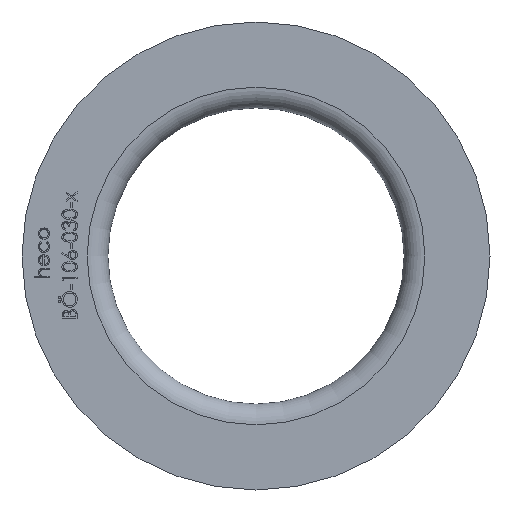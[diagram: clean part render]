
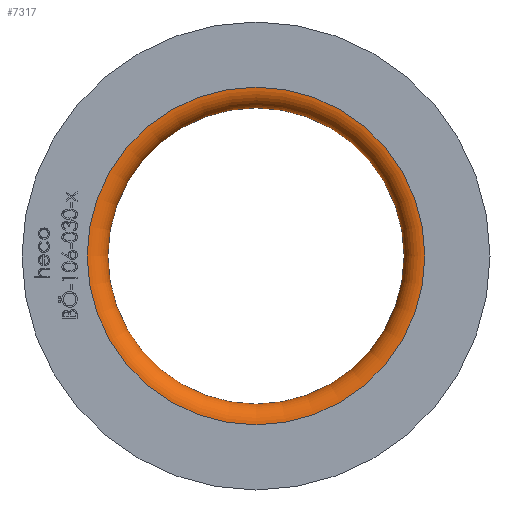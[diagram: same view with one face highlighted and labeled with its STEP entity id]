
A CAD part, left-side view. The second image highlights one B-rep face of the part: STEP entity #7317.
In plain terms, the highlighted toroidal (fillet/blend) face has major radius 57 mm and minor radius 7 mm.
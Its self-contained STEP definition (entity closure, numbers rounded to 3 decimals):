
#2 = ORIENTED_EDGE ( 'NONE', *, *, #14485, .T. ) ;
#1067 = CARTESIAN_POINT ( 'NONE',  ( 7., 0., 0. ) ) ;
#1092 = CARTESIAN_POINT ( 'NONE',  ( 7., 0., 50. ) ) ;
#1621 = AXIS2_PLACEMENT_3D ( 'NONE', #12769, #8236, #12994 ) ;
#1875 = EDGE_LOOP ( 'NONE', ( #2 ) ) ;
#2377 = DIRECTION ( 'NONE',  ( -1., 0., 0. ) ) ;
#3357 = EDGE_CURVE ( 'NONE', #9265, #9265, #9438, .T. ) ;
#3959 = EDGE_LOOP ( 'NONE', ( #9213 ) ) ;
#4151 = AXIS2_PLACEMENT_3D ( 'NONE', #10356, #2377, #4796 ) ;
#4644 = TOROIDAL_SURFACE ( 'NONE', #4151, 57., 7. ) ;
#4796 = DIRECTION ( 'NONE',  ( 0., 0., 1. ) ) ;
#5795 = CARTESIAN_POINT ( 'NONE',  ( 0., 0., 57. ) ) ;
#6807 = FACE_OUTER_BOUND ( 'NONE', #3959, .T. ) ;
#7317 = ADVANCED_FACE ( 'NONE', ( #6807, #13782 ), #4644, .T. ) ;
#8236 = DIRECTION ( 'NONE',  ( -1., 0., 0. ) ) ;
#9213 = ORIENTED_EDGE ( 'NONE', *, *, #3357, .F. ) ;
#9265 = VERTEX_POINT ( 'NONE', #1092 ) ;
#9438 = CIRCLE ( 'NONE', #11427, 50. ) ;
#10356 = CARTESIAN_POINT ( 'NONE',  ( 7., 0., 0. ) ) ;
#11427 = AXIS2_PLACEMENT_3D ( 'NONE', #1067, #11665, #15226 ) ;
#11665 = DIRECTION ( 'NONE',  ( -1., 0., 0. ) ) ;
#12513 = CIRCLE ( 'NONE', #1621, 57. ) ;
#12769 = CARTESIAN_POINT ( 'NONE',  ( 0., 0., 0. ) ) ;
#12994 = DIRECTION ( 'NONE',  ( 0., 0., 1. ) ) ;
#13782 = FACE_OUTER_BOUND ( 'NONE', #1875, .T. ) ;
#14485 = EDGE_CURVE ( 'NONE', #14930, #14930, #12513, .T. ) ;
#14930 = VERTEX_POINT ( 'NONE', #5795 ) ;
#15226 = DIRECTION ( 'NONE',  ( 0., 0., 1. ) ) ;
